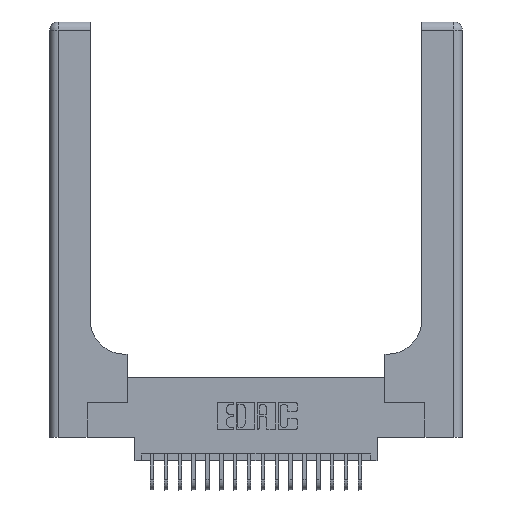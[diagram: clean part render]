
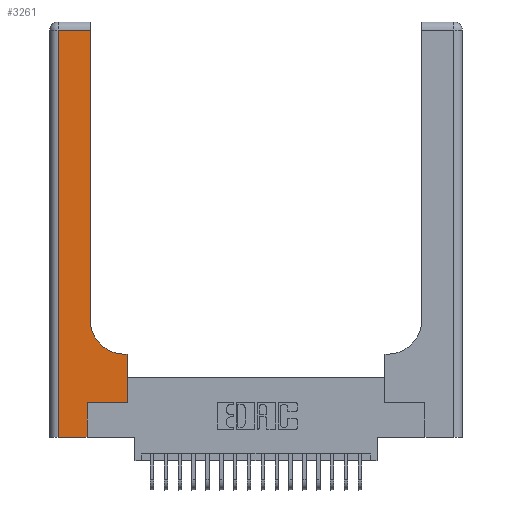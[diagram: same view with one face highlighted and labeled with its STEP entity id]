
A CAD part, top view. The second image highlights one B-rep face of the part: STEP entity #3261.
In plain terms, the highlighted planar face has unit normal (0, 0, 1).
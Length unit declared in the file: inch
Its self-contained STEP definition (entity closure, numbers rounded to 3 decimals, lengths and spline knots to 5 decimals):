
#72 = AXIS2_PLACEMENT_3D ( 'NONE', #9578, #16868, #20324 ) ;
#228 = ORIENTED_EDGE ( 'NONE', *, *, #3810, .T. ) ;
#303 = CARTESIAN_POINT ( 'NONE',  ( 0.06, 0., 0.37 ) ) ;
#483 = EDGE_CURVE ( 'NONE', #6270, #11532, #4501, .T. ) ;
#1789 = FACE_OUTER_BOUND ( 'NONE', #6423, .T. ) ;
#2655 = LINE ( 'NONE', #13736, #16040 ) ;
#2920 = CARTESIAN_POINT ( 'NONE',  ( 0.2915, 0.6, 0.37 ) ) ;
#3172 = VECTOR ( 'NONE', #12710, 39.37008 ) ;
#3261 = ADVANCED_FACE ( 'NONE', ( #1789 ), #4417, .F. ) ;
#3492 = DIRECTION ( 'NONE',  ( -1., 0., 0. ) ) ;
#3573 = CARTESIAN_POINT ( 'NONE',  ( 0.2915, 3., 0.37 ) ) ;
#3705 = LINE ( 'NONE', #21593, #3172 ) ;
#3810 = EDGE_CURVE ( 'NONE', #6593, #14324, #12625, .T. ) ;
#3956 = ORIENTED_EDGE ( 'NONE', *, *, #13432, .T. ) ;
#4392 = VERTEX_POINT ( 'NONE', #8705 ) ;
#4417 = PLANE ( 'NONE',  #21082 ) ;
#4501 = LINE ( 'NONE', #6231, #16768 ) ;
#5236 = DIRECTION ( 'NONE',  ( 0., 1., 0. ) ) ;
#5658 = VECTOR ( 'NONE', #9863, 39.37008 ) ;
#6231 = CARTESIAN_POINT ( 'NONE',  ( 0.269, 0.25, 0.37 ) ) ;
#6270 = VERTEX_POINT ( 'NONE', #14543 ) ;
#6423 = EDGE_LOOP ( 'NONE', ( #18539, #20745, #10285, #17941, #20808, #6681, #3956, #228, #10398 ) ) ;
#6593 = VERTEX_POINT ( 'NONE', #13491 ) ;
#6681 = ORIENTED_EDGE ( 'NONE', *, *, #483, .T. ) ;
#6686 = LINE ( 'NONE', #12476, #19465 ) ;
#6891 = DIRECTION ( 'NONE',  ( -1., 0., 0. ) ) ;
#7583 = CARTESIAN_POINT ( 'NONE',  ( 0.5415, 0.6, 0.37 ) ) ;
#8705 = CARTESIAN_POINT ( 'NONE',  ( 0.2915, 0.85, 0.37 ) ) ;
#8723 = VERTEX_POINT ( 'NONE', #16574 ) ;
#9012 = VERTEX_POINT ( 'NONE', #15184 ) ;
#9578 = CARTESIAN_POINT ( 'NONE',  ( 0.5415, 0.85, 0.37 ) ) ;
#9833 = EDGE_CURVE ( 'NONE', #4392, #8723, #11948, .T. ) ;
#9863 = DIRECTION ( 'NONE',  ( -1., 0., 0. ) ) ;
#10285 = ORIENTED_EDGE ( 'NONE', *, *, #18061, .T. ) ;
#10398 = ORIENTED_EDGE ( 'NONE', *, *, #21022, .T. ) ;
#11532 = VERTEX_POINT ( 'NONE', #17203 ) ;
#11948 = LINE ( 'NONE', #3573, #21686 ) ;
#11956 = EDGE_CURVE ( 'NONE', #9012, #6270, #2655, .T. ) ;
#12125 = EDGE_CURVE ( 'NONE', #19235, #9012, #16847, .T. ) ;
#12476 = CARTESIAN_POINT ( 'NONE',  ( 0.06, 3., 0.37 ) ) ;
#12625 = LINE ( 'NONE', #2920, #5658 ) ;
#12710 = DIRECTION ( 'NONE',  ( 0., 1., 0. ) ) ;
#13407 = VECTOR ( 'NONE', #6891, 39.37008 ) ;
#13432 = EDGE_CURVE ( 'NONE', #11532, #6593, #3705, .T. ) ;
#13491 = CARTESIAN_POINT ( 'NONE',  ( 0.5585, 0.6, 0.37 ) ) ;
#13736 = CARTESIAN_POINT ( 'NONE',  ( 0.269, 0., 0.37 ) ) ;
#14324 = VERTEX_POINT ( 'NONE', #7583 ) ;
#14543 = CARTESIAN_POINT ( 'NONE',  ( 0.269, 0.25, 0.37 ) ) ;
#14545 = EDGE_CURVE ( 'NONE', #8723, #22870, #22904, .T. ) ;
#15184 = CARTESIAN_POINT ( 'NONE',  ( 0.269, 0., 0.37 ) ) ;
#16040 = VECTOR ( 'NONE', #22688, 39.37008 ) ;
#16487 = CARTESIAN_POINT ( 'NONE',  ( 0.06, 2.94, 0.37 ) ) ;
#16574 = CARTESIAN_POINT ( 'NONE',  ( 0.2915, 2.94, 0.37 ) ) ;
#16768 = VECTOR ( 'NONE', #18752, 39.37008 ) ;
#16847 = LINE ( 'NONE', #21508, #19931 ) ;
#16868 = DIRECTION ( 'NONE',  ( 0., 0., -1. ) ) ;
#17203 = CARTESIAN_POINT ( 'NONE',  ( 0.5585, 0.25, 0.37 ) ) ;
#17775 = DIRECTION ( 'NONE',  ( 0., -1., 0. ) ) ;
#17918 = DIRECTION ( 'NONE',  ( 1., 0., 0. ) ) ;
#17941 = ORIENTED_EDGE ( 'NONE', *, *, #12125, .T. ) ;
#18061 = EDGE_CURVE ( 'NONE', #22870, #19235, #6686, .T. ) ;
#18539 = ORIENTED_EDGE ( 'NONE', *, *, #9833, .T. ) ;
#18752 = DIRECTION ( 'NONE',  ( 1., 0., 0. ) ) ;
#19090 = DIRECTION ( 'NONE',  ( 0., 0., -1. ) ) ;
#19094 = CIRCLE ( 'NONE', #72, 0.25 ) ;
#19235 = VERTEX_POINT ( 'NONE', #303 ) ;
#19253 = CARTESIAN_POINT ( 'NONE',  ( 0., 3., 0.37 ) ) ;
#19322 = CARTESIAN_POINT ( 'NONE',  ( 0., 2.94, 0.37 ) ) ;
#19465 = VECTOR ( 'NONE', #17775, 39.37008 ) ;
#19931 = VECTOR ( 'NONE', #17918, 39.37008 ) ;
#20324 = DIRECTION ( 'NONE',  ( 1., 0., 0. ) ) ;
#20745 = ORIENTED_EDGE ( 'NONE', *, *, #14545, .T. ) ;
#20808 = ORIENTED_EDGE ( 'NONE', *, *, #11956, .T. ) ;
#21022 = EDGE_CURVE ( 'NONE', #14324, #4392, #19094, .T. ) ;
#21082 = AXIS2_PLACEMENT_3D ( 'NONE', #19253, #19090, #3492 ) ;
#21508 = CARTESIAN_POINT ( 'NONE',  ( 0., 0., 0.37 ) ) ;
#21593 = CARTESIAN_POINT ( 'NONE',  ( 0.5585, 0.25, 0.37 ) ) ;
#21686 = VECTOR ( 'NONE', #5236, 39.37008 ) ;
#22688 = DIRECTION ( 'NONE',  ( 0., 1., 0. ) ) ;
#22870 = VERTEX_POINT ( 'NONE', #16487 ) ;
#22904 = LINE ( 'NONE', #19322, #13407 ) ;
